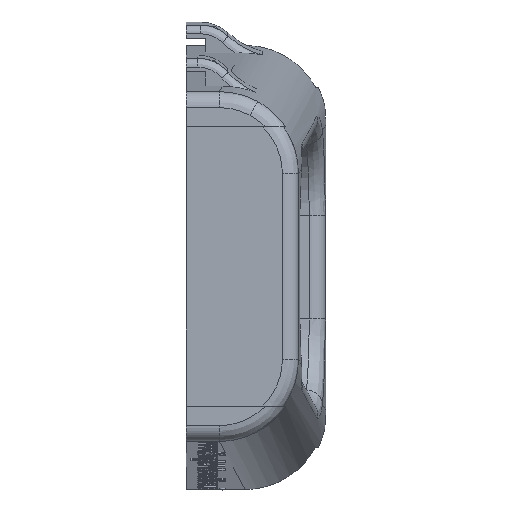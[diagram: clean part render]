
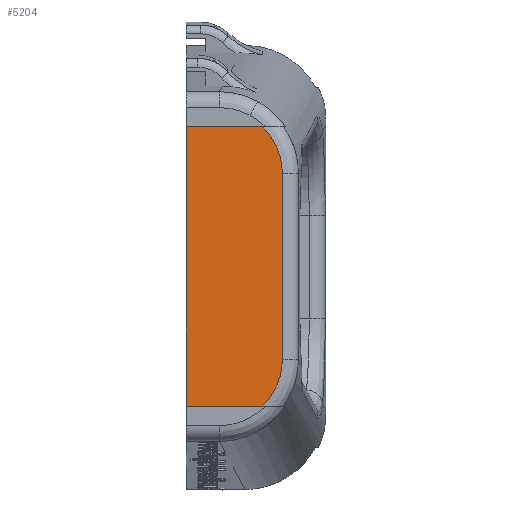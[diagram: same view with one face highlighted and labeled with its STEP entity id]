
A CAD part, top view. The second image highlights one B-rep face of the part: STEP entity #5204.
In plain terms, the highlighted planar face has unit normal (0, 0, 1).
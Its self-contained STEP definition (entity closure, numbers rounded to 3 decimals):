
#95 = VERTEX_POINT ( 'NONE', #1869 ) ;
#653 = CARTESIAN_POINT ( 'NONE',  ( 17.5, 17.4, 39.5 ) ) ;
#859 = CARTESIAN_POINT ( 'NONE',  ( 21.486, 17.4, 39.5 ) ) ;
#1475 = CARTESIAN_POINT ( 'NONE',  ( 27.03, 17.4, 39.5 ) ) ;
#1649 = EDGE_CURVE ( 'NONE', #7658, #13582, #8827, .T. ) ;
#1652 = CARTESIAN_POINT ( 'NONE',  ( 17.5, -11.552, 39.5 ) ) ;
#1869 = CARTESIAN_POINT ( 'NONE',  ( 29.5, -11.605, 39.5 ) ) ;
#2012 = VERTEX_POINT ( 'NONE', #1475 ) ;
#2074 = CARTESIAN_POINT ( 'NONE',  ( 28.648, -15.25, 39.5 ) ) ;
#2376 = DIRECTION ( 'NONE',  ( 0., 0., 1. ) ) ;
#2527 = CARTESIAN_POINT ( 'NONE',  ( 21.486, -11.552, 39.5 ) ) ;
#2693 = ORIENTED_EDGE ( 'NONE', *, *, #9830, .F. ) ;
#2976 = VERTEX_POINT ( 'NONE', #3694 ) ;
#3089 = CARTESIAN_POINT ( 'NONE',  ( 27.03, -17.4, 39.5 ) ) ;
#3449 = CARTESIAN_POINT ( 'NONE',  ( 27.931, 16.385, 39.5 ) ) ;
#3572 = EDGE_CURVE ( 'NONE', #7658, #2012, #11550, .T. ) ;
#3678 = CARTESIAN_POINT ( 'NONE',  ( 28.39, 15.72, 39.5 ) ) ;
#3694 = CARTESIAN_POINT ( 'NONE',  ( 29.5, 11.605, 39.5 ) ) ;
#4616 = CARTESIAN_POINT ( 'NONE',  ( 29.5, 12.149, 39.5 ) ) ;
#4694 = ORIENTED_EDGE ( 'NONE', *, *, #1649, .T. ) ;
#4697 = CARTESIAN_POINT ( 'NONE',  ( 28.965, 14.506, 39.5 ) ) ;
#4776 = CARTESIAN_POINT ( 'NONE',  ( 27.765, 16.601, 39.5 ) ) ;
#4851 = CARTESIAN_POINT ( 'NONE',  ( 27.413, 17.015, 39.5 ) ) ;
#5038 = EDGE_CURVE ( 'NONE', #7074, #95, #13494, .T. ) ;
#5204 = ADVANCED_FACE ( 'NONE', ( #8451 ), #13231, .T. ) ;
#5248 = LINE ( 'NONE', #10016, #11459 ) ;
#5484 = DIRECTION ( 'NONE',  ( 0., 1., 0. ) ) ;
#5506 = CARTESIAN_POINT ( 'NONE',  ( 27.226, -17.212, 39.5 ) ) ;
#5785 = CARTESIAN_POINT ( 'NONE',  ( 29.285, 13.472, 39.5 ) ) ;
#5961 = ORIENTED_EDGE ( 'NONE', *, *, #5038, .T. ) ;
#6026 = CARTESIAN_POINT ( 'NONE',  ( 17.5, -17.4, 39.5 ) ) ;
#6088 = CARTESIAN_POINT ( 'NONE',  ( 28.648, 15.25, 39.5 ) ) ;
#6174 = ORIENTED_EDGE ( 'NONE', *, *, #6733, .T. ) ;
#6307 = AXIS2_PLACEMENT_3D ( 'NONE', #2527, #2376, #7271 ) ;
#6733 = EDGE_CURVE ( 'NONE', #95, #2976, #5248, .T. ) ;
#7074 = VERTEX_POINT ( 'NONE', #14698 ) ;
#7271 = DIRECTION ( 'NONE',  ( 1., 0., 0. ) ) ;
#7658 = VERTEX_POINT ( 'NONE', #653 ) ;
#7845 = CARTESIAN_POINT ( 'NONE',  ( 28.965, -14.506, 39.5 ) ) ;
#8019 = DIRECTION ( 'NONE',  ( -1., 0., 0. ) ) ;
#8075 = CARTESIAN_POINT ( 'NONE',  ( 29.285, -13.472, 39.5 ) ) ;
#8451 = FACE_OUTER_BOUND ( 'NONE', #15228, .T. ) ;
#8827 = LINE ( 'NONE', #1652, #13743 ) ;
#9018 = CARTESIAN_POINT ( 'NONE',  ( 27.413, -17.015, 39.5 ) ) ;
#9191 = LINE ( 'NONE', #13976, #13164 ) ;
#9381 = CARTESIAN_POINT ( 'NONE',  ( 29.446, 12.683, 39.5 ) ) ;
#9538 = CARTESIAN_POINT ( 'NONE',  ( 27.226, 17.212, 39.5 ) ) ;
#9830 = EDGE_CURVE ( 'NONE', #7074, #13582, #9191, .T. ) ;
#9986 = VECTOR ( 'NONE', #11623, 1000. ) ;
#10016 = CARTESIAN_POINT ( 'NONE',  ( 29.5, 11.605, 39.5 ) ) ;
#10257 = ORIENTED_EDGE ( 'NONE', *, *, #10537, .T. ) ;
#10416 = CARTESIAN_POINT ( 'NONE',  ( 27.765, -16.601, 39.5 ) ) ;
#10490 = CARTESIAN_POINT ( 'NONE',  ( 29.059, -14.25, 39.5 ) ) ;
#10537 = EDGE_CURVE ( 'NONE', #2976, #2012, #12364, .T. ) ;
#11459 = VECTOR ( 'NONE', #5484, 1000. ) ;
#11550 = LINE ( 'NONE', #859, #9986 ) ;
#11584 = CARTESIAN_POINT ( 'NONE',  ( 29.5, -11.605, 39.5 ) ) ;
#11623 = DIRECTION ( 'NONE',  ( 1., 0., 0. ) ) ;
#11948 = CARTESIAN_POINT ( 'NONE',  ( 27.03, 17.4, 39.5 ) ) ;
#12028 = CARTESIAN_POINT ( 'NONE',  ( 29.059, 14.25, 39.5 ) ) ;
#12192 = DIRECTION ( 'NONE',  ( 0., -1., 0. ) ) ;
#12364 = B_SPLINE_CURVE_WITH_KNOTS ( 'NONE', 3,
 ( #12992, #4616, #9381, #5785, #14168, #12028, #4697, #6088, #3678, #3449, #4776, #4851, #9538, #11948 ),
 .UNSPECIFIED., .F., .F.,
 ( 4, 2, 2, 2, 2, 2, 4 ),
 ( 0., 0.002, 0.002, 0.003, 0.005, 0.006, 0.006 ),
 .UNSPECIFIED. ) ;
#12853 = CARTESIAN_POINT ( 'NONE',  ( 29.446, -12.683, 39.5 ) ) ;
#12992 = CARTESIAN_POINT ( 'NONE',  ( 29.5, 11.605, 39.5 ) ) ;
#13164 = VECTOR ( 'NONE', #8019, 1000. ) ;
#13231 = PLANE ( 'NONE',  #6307 ) ;
#13494 = B_SPLINE_CURVE_WITH_KNOTS ( 'NONE', 3,
 ( #3089, #5506, #9018, #10416, #13954, #14974, #2074, #7845, #10490, #13804, #8075, #12853, #13877, #11584 ),
 .UNSPECIFIED., .F., .F.,
 ( 4, 2, 2, 2, 2, 2, 4 ),
 ( 0., 0.001, 0.002, 0.003, 0.004, 0.005, 0.007 ),
 .UNSPECIFIED. ) ;
#13562 = ORIENTED_EDGE ( 'NONE', *, *, #3572, .F. ) ;
#13582 = VERTEX_POINT ( 'NONE', #6026 ) ;
#13743 = VECTOR ( 'NONE', #12192, 1000. ) ;
#13804 = CARTESIAN_POINT ( 'NONE',  ( 29.219, -13.733, 39.5 ) ) ;
#13877 = CARTESIAN_POINT ( 'NONE',  ( 29.5, -12.149, 39.5 ) ) ;
#13954 = CARTESIAN_POINT ( 'NONE',  ( 27.931, -16.385, 39.5 ) ) ;
#13976 = CARTESIAN_POINT ( 'NONE',  ( 21.486, -17.4, 39.5 ) ) ;
#14168 = CARTESIAN_POINT ( 'NONE',  ( 29.219, 13.733, 39.5 ) ) ;
#14698 = CARTESIAN_POINT ( 'NONE',  ( 27.03, -17.4, 39.5 ) ) ;
#14974 = CARTESIAN_POINT ( 'NONE',  ( 28.39, -15.72, 39.5 ) ) ;
#15228 = EDGE_LOOP ( 'NONE', ( #13562, #4694, #2693, #5961, #6174, #10257 ) ) ;
